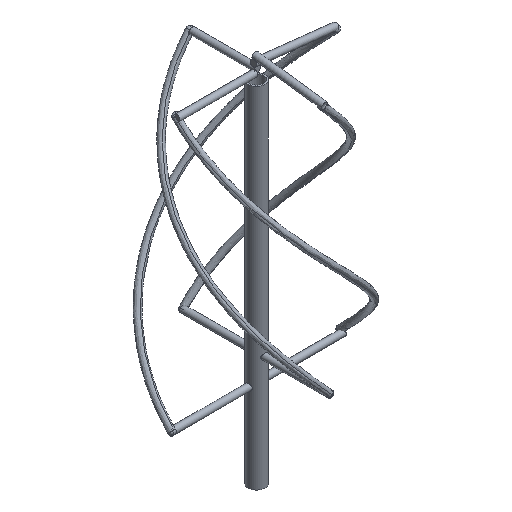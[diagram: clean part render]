
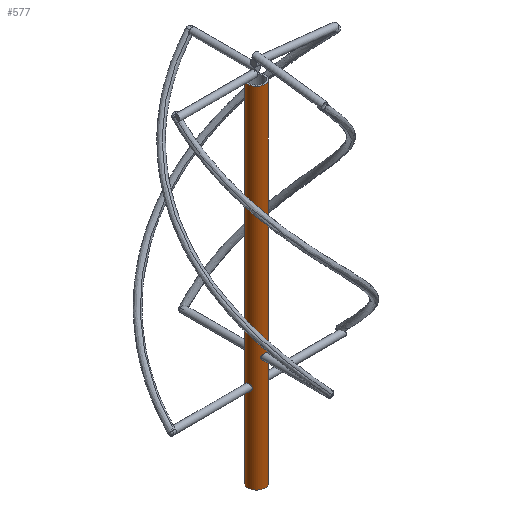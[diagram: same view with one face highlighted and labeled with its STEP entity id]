
A CAD part, isometric view. The second image highlights one B-rep face of the part: STEP entity #577.
In plain terms, the highlighted cylindrical face has radius 1.8 mm (diameter 3.6 mm), a full revolution.
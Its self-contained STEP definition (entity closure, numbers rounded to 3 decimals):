
#58=LINE('',#928,#68);
#68=VECTOR('',#752,1.8);
#78=CYLINDRICAL_SURFACE('',#656,1.8);
#151=FACE_OUTER_BOUND('',#196,.T.);
#196=EDGE_LOOP('',(#421,#422,#423,#424));
#239=CIRCLE('',#652,1.8);
#242=CIRCLE('',#657,1.8);
#287=VERTEX_POINT('',#917);
#290=VERTEX_POINT('',#926);
#342=EDGE_CURVE('',#287,#287,#239,.T.);
#346=EDGE_CURVE('',#290,#290,#242,.T.);
#347=EDGE_CURVE('',#290,#287,#58,.T.);
#421=ORIENTED_EDGE('',*,*,#346,.F.);
#422=ORIENTED_EDGE('',*,*,#347,.T.);
#423=ORIENTED_EDGE('',*,*,#342,.F.);
#424=ORIENTED_EDGE('',*,*,#347,.F.);
#577=ADVANCED_FACE('',(#151),#78,.T.);
#652=AXIS2_PLACEMENT_3D('',#918,#739,#740);
#656=AXIS2_PLACEMENT_3D('',#925,#748,#749);
#657=AXIS2_PLACEMENT_3D('',#927,#750,#751);
#739=DIRECTION('center_axis',(0.,0.,-1.));
#740=DIRECTION('ref_axis',(1.,0.,0.));
#748=DIRECTION('center_axis',(0.,0.,1.));
#749=DIRECTION('ref_axis',(1.,0.,0.));
#750=DIRECTION('center_axis',(0.,0.,1.));
#751=DIRECTION('ref_axis',(1.,0.,0.));
#752=DIRECTION('',(0.,0.,-1.));
#917=CARTESIAN_POINT('',(-1.8,0.,12.5));
#918=CARTESIAN_POINT('Origin',(0.,0.,12.5));
#925=CARTESIAN_POINT('Origin',(0.,0.,18.75));
#926=CARTESIAN_POINT('',(-1.8,0.,87.5));
#927=CARTESIAN_POINT('Origin',(0.,0.,87.5));
#928=CARTESIAN_POINT('',(-1.8,0.,18.75));
